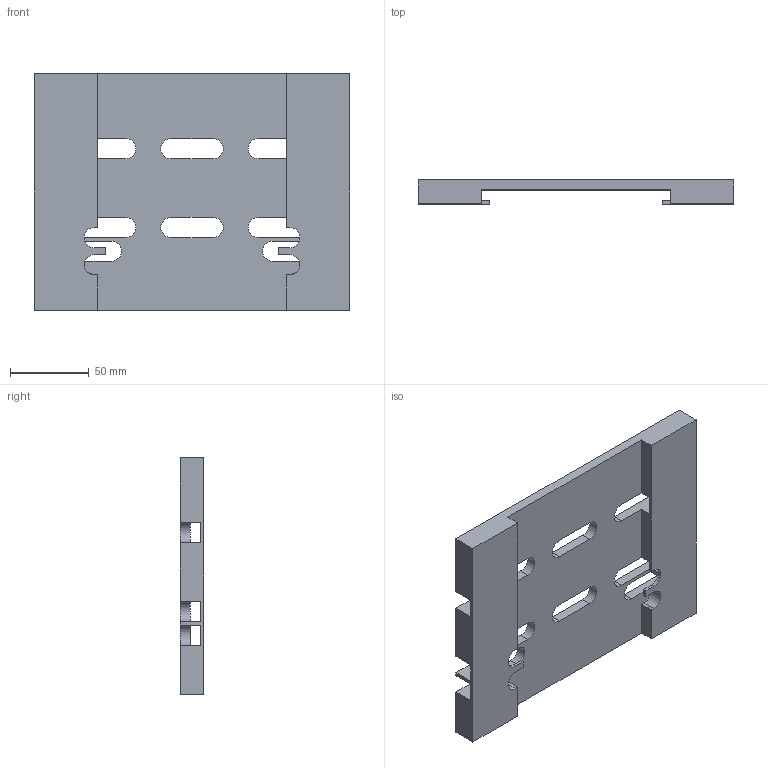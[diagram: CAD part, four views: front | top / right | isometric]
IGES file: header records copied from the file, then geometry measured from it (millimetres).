
Start section:  PTC IGES file: end_slot_router_guide.igs
Global section: file name: end_slot_router_guide.igs; native system: Pro/ENGINEER by Parametric Technology Corporation; preprocessor: 2004280; author: ericcan; organization: Unknown; date: 050721.153411; units: millimetre
Bounding box: 200 x 15.2 x 150 mm (x, y, z)
Surface area: 73734 mm2 (no closed solid volume)
Topology: 0 solids, 0 shells, 58 faces, 408 edges, 408 vertices
Faces by surface type: bspline 44, revolution 14
